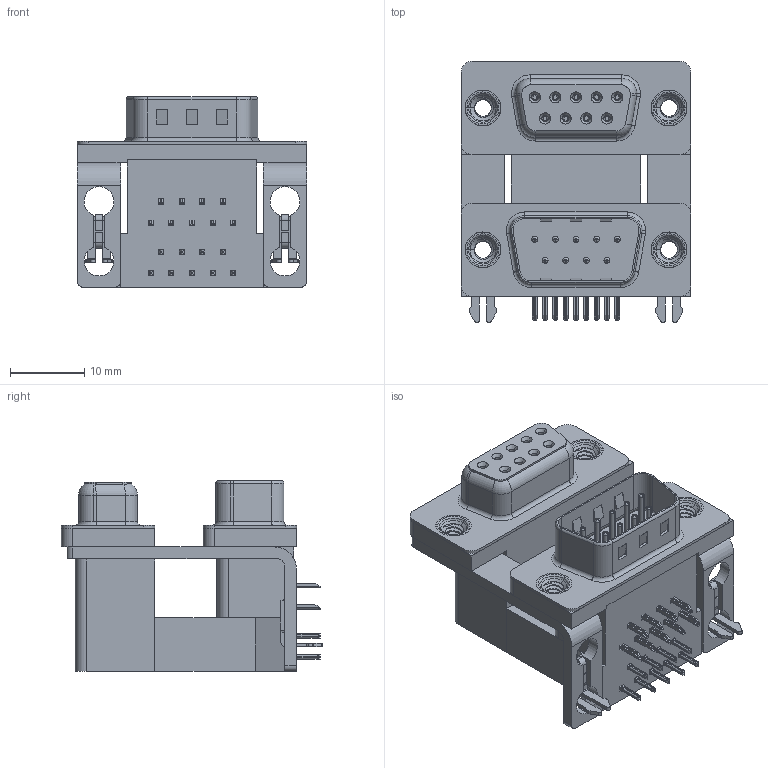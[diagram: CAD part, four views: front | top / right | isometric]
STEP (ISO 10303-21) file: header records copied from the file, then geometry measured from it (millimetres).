
FILE_DESCRIPTION (( 'STEP AP203' ), '1' );
FILE_NAME ('664-009-264-045.STEP', '2022-06-20T13:09:24', ( '' ), ( '' ), 'SwSTEP 2.0', 'SolidWorks 2020', '' );
FILE_SCHEMA (( 'CONFIG_CONTROL_DESIGN' ));
Length unit declared in the file: millimetre
Products named in the file (13): 664 Contact Top Upper_M; 664-009-264-045; 664 Shell Receptacle_09 Contacts; 664 Contact Bottom Lower; 664 Contact Bottom Upper_M; 664 Housing Spacer_09 Contacts M; 664 Housing Lower_09 Contacts; 664 Housing Upper_09 Contacts M; 664 Mounting Bracket_2ProngM; 664 Shell Plug_09 Contacts; 664 Threaded Rivet_4-40; 664 2 Prong Board Lock_4; 664 Contact Top Lower
Assembly tree (31 placements, depth 2):
  664-009-264-045
    664 Housing Lower_09 Contacts
    664 Housing Spacer_09 Contacts M
    664 Housing Upper_09 Contacts M
    664 Shell Plug_09 Contacts
    664 Shell Receptacle_09 Contacts
    664 Contact Bottom Lower  x4
    664 Contact Top Lower  x5
    664 Contact Bottom Upper_M  x4
    664 Contact Top Upper_M  x5
    664 Mounting Bracket_2ProngM  x2
    664 2 Prong Board Lock_4  x2
    664 Threaded Rivet_4-40  x4
Bounding box: 30.81 x 35.1 x 25.6 mm (x, y, z)
Volume: 10766.5 mm3; surface area: 12707.9 mm2
Topology: 31 solids, 31 shells, 2637 faces, 6785 edges, 4257 vertices
Faces by surface type: plane 1341, cylinder 725, bspline 320, cone 128, torus 123
Entity records: 39002 total; most frequent: CARTESIAN_POINT 11087, ORIENTED_EDGE 5508, DIRECTION 5194, EDGE_CURVE 2754, VECTOR 1798, LINE 1798, VERTEX_POINT 1752, AXIS2_PLACEMENT_3D 1698
